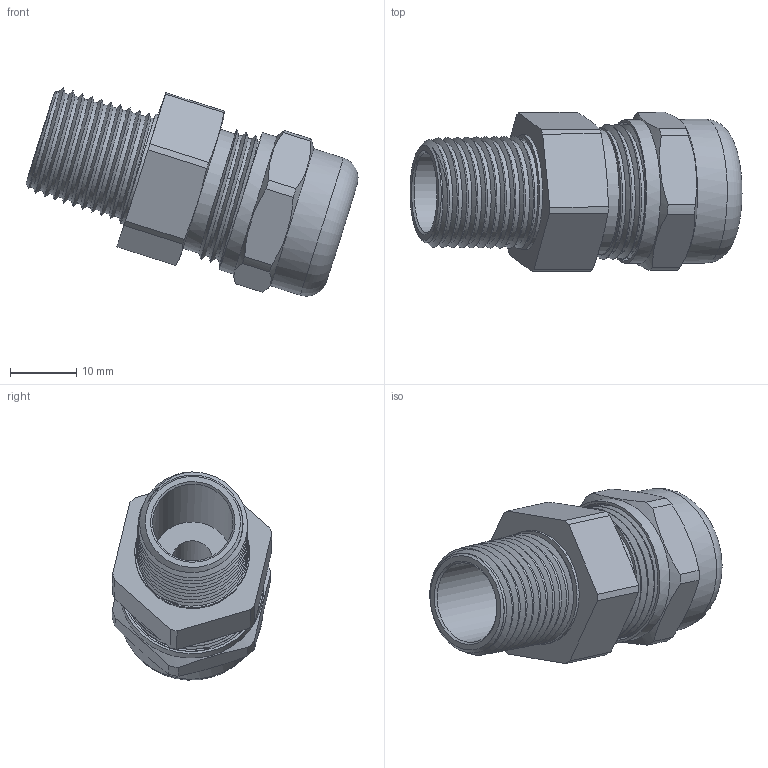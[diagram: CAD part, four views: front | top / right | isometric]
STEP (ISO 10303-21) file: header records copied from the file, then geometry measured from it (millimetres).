
FILE_DESCRIPTION(/* description */ ('E ALPHA X NPT 3/8", KB: 4-12 mm'),/* implementation_level */ '2;1');
FILE_NAME(/* name */ 'EBU01NBNC-RST.stp',/* time_stamp */ '2025-06-03T08:44:26+02:00',/* author */ ('sl'),/* organization */ (''),/* preprocessor_version */ 'ST-DEVELOPER v16.5',/* originating_system */ 'Autodesk Inventor 2017',/* authorisation */ '');
FILE_SCHEMA (('CONFIG_CONTROL_DESIGN'));
Length unit declared in the file: millimetre
Products named in the file (6): EBU1NBNC; EBU01NBNC; EBU01NBNC_1; EBU01NBNC_2; EBU01NBNC_3; EBU01NBNC_4
Assembly tree (5 placements, depth 2):
  EBU1NBNC
    EBU01NBNC
    EBU01NBNC_1
    EBU01NBNC_2
    EBU01NBNC_3
    EBU01NBNC_4
Bounding box: 50.13 x 24.09 x 31.43 mm (x, y, z)
Volume: 10623.5 mm3; surface area: 12892.7 mm2
Topology: 5 solids, 5 shells, 308 faces, 854 edges, 564 vertices
Faces by surface type: plane 180, cone 82, cylinder 37, bspline 6, torus 3
Full cylindrical faces by diameter (mm): 6.15 x1, 9.2 x1, 9.33 x1, 12.15 x2, 12.4 x1, 12.59 x1, 14.89 x1, 14.92 x1, 15.01 x1, 15.28 x1, 16.86 x1, 16.88 x1, 17.36 x1, 18.858 x4, 19.07 x1, 19.44 x5, 21.73 x2
Entity records: 13404 total; most frequent: CARTESIAN_POINT 5867, DIRECTION 1634, ORIENTED_EDGE 1588, EDGE_CURVE 794, AXIS2_PLACEMENT_3D 726, VERTEX_POINT 540, EDGE_LOOP 346, FACE_OUTER_BOUND 300
